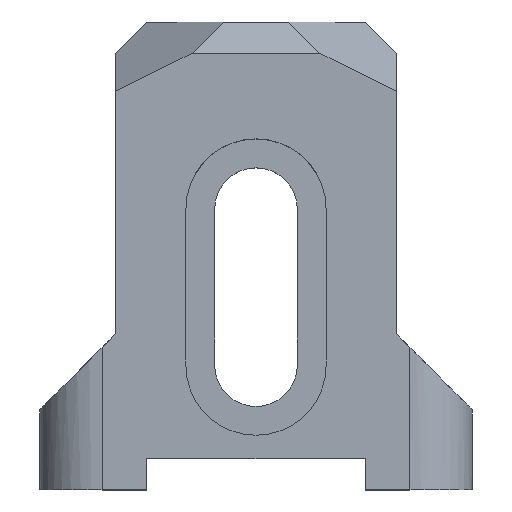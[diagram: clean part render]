
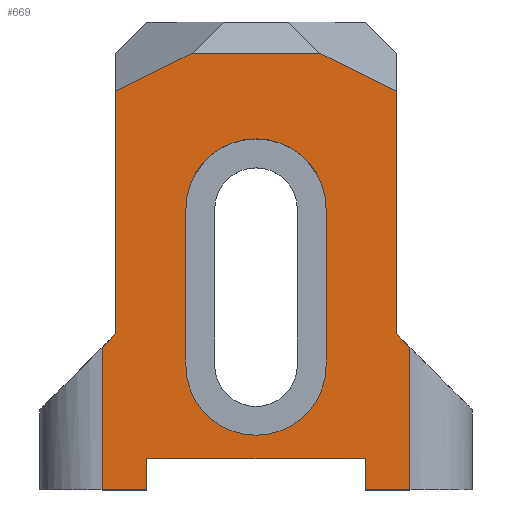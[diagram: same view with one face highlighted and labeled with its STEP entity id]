
A CAD part, top view. The second image highlights one B-rep face of the part: STEP entity #669.
In plain terms, the highlighted planar face has unit normal (0, 0, 1).
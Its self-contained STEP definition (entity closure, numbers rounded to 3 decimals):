
#23=FACE_BOUND('',#83,.T.);
#31=CIRCLE('',#725,4.5);
#32=CIRCLE('',#726,4.5);
#48=FACE_OUTER_BOUND('',#82,.T.);
#82=EDGE_LOOP('',(#458,#459,#460,#461,#462,#463,#464,#465,#466,#467,#468,
#469,#470,#471));
#83=EDGE_LOOP('',(#472,#473,#474,#475));
#123=LINE('',#997,#198);
#125=LINE('',#1001,#200);
#126=LINE('',#1003,#201);
#127=LINE('',#1005,#202);
#128=LINE('',#1007,#203);
#129=LINE('',#1009,#204);
#130=LINE('',#1011,#205);
#131=LINE('',#1013,#206);
#132=LINE('',#1015,#207);
#133=LINE('',#1017,#208);
#134=LINE('',#1019,#209);
#135=LINE('',#1021,#210);
#136=LINE('',#1023,#211);
#137=LINE('',#1024,#212);
#138=LINE('',#1027,#213);
#139=LINE('',#1031,#214);
#198=VECTOR('',#803,10.);
#200=VECTOR('',#807,10.);
#201=VECTOR('',#808,10.);
#202=VECTOR('',#809,10.);
#203=VECTOR('',#810,10.);
#204=VECTOR('',#811,10.);
#205=VECTOR('',#812,10.);
#206=VECTOR('',#813,10.);
#207=VECTOR('',#814,10.);
#208=VECTOR('',#815,10.);
#209=VECTOR('',#816,10.);
#210=VECTOR('',#817,10.);
#211=VECTOR('',#818,10.);
#212=VECTOR('',#819,10.);
#213=VECTOR('',#820,10.);
#214=VECTOR('',#823,10.);
#287=VERTEX_POINT('',#994);
#288=VERTEX_POINT('',#996);
#289=VERTEX_POINT('',#1000);
#290=VERTEX_POINT('',#1002);
#291=VERTEX_POINT('',#1004);
#292=VERTEX_POINT('',#1006);
#293=VERTEX_POINT('',#1008);
#294=VERTEX_POINT('',#1010);
#295=VERTEX_POINT('',#1012);
#296=VERTEX_POINT('',#1014);
#297=VERTEX_POINT('',#1016);
#298=VERTEX_POINT('',#1018);
#299=VERTEX_POINT('',#1020);
#300=VERTEX_POINT('',#1022);
#301=VERTEX_POINT('',#1025);
#302=VERTEX_POINT('',#1026);
#303=VERTEX_POINT('',#1028);
#304=VERTEX_POINT('',#1030);
#355=EDGE_CURVE('',#287,#288,#123,.T.);
#357=EDGE_CURVE('',#287,#289,#125,.T.);
#358=EDGE_CURVE('',#290,#289,#126,.T.);
#359=EDGE_CURVE('',#291,#290,#127,.T.);
#360=EDGE_CURVE('',#291,#292,#128,.T.);
#361=EDGE_CURVE('',#292,#293,#129,.T.);
#362=EDGE_CURVE('',#293,#294,#130,.T.);
#363=EDGE_CURVE('',#294,#295,#131,.T.);
#364=EDGE_CURVE('',#295,#296,#132,.T.);
#365=EDGE_CURVE('',#297,#296,#133,.T.);
#366=EDGE_CURVE('',#298,#297,#134,.T.);
#367=EDGE_CURVE('',#298,#299,#135,.T.);
#368=EDGE_CURVE('',#300,#299,#136,.T.);
#369=EDGE_CURVE('',#288,#300,#137,.T.);
#370=EDGE_CURVE('',#301,#302,#138,.T.);
#371=EDGE_CURVE('',#302,#303,#31,.T.);
#372=EDGE_CURVE('',#303,#304,#139,.T.);
#373=EDGE_CURVE('',#304,#301,#32,.T.);
#458=ORIENTED_EDGE('',*,*,#355,.F.);
#459=ORIENTED_EDGE('',*,*,#357,.T.);
#460=ORIENTED_EDGE('',*,*,#358,.F.);
#461=ORIENTED_EDGE('',*,*,#359,.F.);
#462=ORIENTED_EDGE('',*,*,#360,.T.);
#463=ORIENTED_EDGE('',*,*,#361,.T.);
#464=ORIENTED_EDGE('',*,*,#362,.T.);
#465=ORIENTED_EDGE('',*,*,#363,.T.);
#466=ORIENTED_EDGE('',*,*,#364,.T.);
#467=ORIENTED_EDGE('',*,*,#365,.F.);
#468=ORIENTED_EDGE('',*,*,#366,.F.);
#469=ORIENTED_EDGE('',*,*,#367,.T.);
#470=ORIENTED_EDGE('',*,*,#368,.F.);
#471=ORIENTED_EDGE('',*,*,#369,.F.);
#472=ORIENTED_EDGE('',*,*,#370,.T.);
#473=ORIENTED_EDGE('',*,*,#371,.T.);
#474=ORIENTED_EDGE('',*,*,#372,.T.);
#475=ORIENTED_EDGE('',*,*,#373,.T.);
#643=PLANE('',#724);
#669=ADVANCED_FACE('',(#48,#23),#643,.T.);
#724=AXIS2_PLACEMENT_3D('',#999,#805,#806);
#725=AXIS2_PLACEMENT_3D('',#1029,#821,#822);
#726=AXIS2_PLACEMENT_3D('',#1032,#824,#825);
#803=DIRECTION('',(0.894,0.447,0.));
#805=DIRECTION('center_axis',(0.,0.,1.));
#806=DIRECTION('ref_axis',(1.,0.,0.));
#807=DIRECTION('',(0.,-1.,0.));
#808=DIRECTION('',(0.707,0.707,0.));
#809=DIRECTION('',(0.,1.,0.));
#810=DIRECTION('',(1.,0.,0.));
#811=DIRECTION('',(0.,1.,0.));
#812=DIRECTION('',(1.,0.,0.));
#813=DIRECTION('',(0.,-1.,0.));
#814=DIRECTION('',(1.,0.,0.));
#815=DIRECTION('',(0.,-1.,0.));
#816=DIRECTION('',(0.707,-0.707,0.));
#817=DIRECTION('',(0.,1.,0.));
#818=DIRECTION('',(0.894,-0.447,0.));
#819=DIRECTION('',(1.,0.,0.));
#820=DIRECTION('',(0.,1.,0.));
#821=DIRECTION('center_axis',(0.,0.,-1.));
#822=DIRECTION('ref_axis',(1.,0.,0.));
#823=DIRECTION('',(0.,-1.,0.));
#824=DIRECTION('center_axis',(0.,0.,-1.));
#825=DIRECTION('ref_axis',(-1.,0.,0.));
#994=CARTESIAN_POINT('',(-9.,10.551,8.));
#996=CARTESIAN_POINT('',(-4.101,13.,8.));
#997=CARTESIAN_POINT('',(-4.47,12.815,8.));
#999=CARTESIAN_POINT('Origin',(0.,0.,8.));
#1000=CARTESIAN_POINT('',(-9.,-5.,8.));
#1001=CARTESIAN_POINT('',(-9.,15.,8.));
#1002=CARTESIAN_POINT('',(-9.875,-5.875,8.));
#1003=CARTESIAN_POINT('',(-6.719,-2.719,8.));
#1004=CARTESIAN_POINT('',(-9.875,-15.,8.));
#1005=CARTESIAN_POINT('',(-9.875,-2.5,8.));
#1006=CARTESIAN_POINT('',(-7.,-15.,8.));
#1007=CARTESIAN_POINT('',(-9.,-15.,8.));
#1008=CARTESIAN_POINT('',(-7.,-13.,8.));
#1009=CARTESIAN_POINT('',(-7.,-13.,8.));
#1010=CARTESIAN_POINT('',(7.,-13.,8.));
#1011=CARTESIAN_POINT('',(-7.,-13.,8.));
#1012=CARTESIAN_POINT('',(7.,-15.,8.));
#1013=CARTESIAN_POINT('',(7.,-13.,8.));
#1014=CARTESIAN_POINT('',(9.875,-15.,8.));
#1015=CARTESIAN_POINT('',(-9.,-15.,8.));
#1016=CARTESIAN_POINT('',(9.875,-5.875,8.));
#1017=CARTESIAN_POINT('',(9.875,-7.5,8.));
#1018=CARTESIAN_POINT('',(9.,-5.,8.));
#1019=CARTESIAN_POINT('',(6.719,-2.719,8.));
#1020=CARTESIAN_POINT('',(9.,10.551,8.));
#1021=CARTESIAN_POINT('',(9.,-15.,8.));
#1022=CARTESIAN_POINT('',(4.101,13.,8.));
#1023=CARTESIAN_POINT('',(5.37,12.365,8.));
#1024=CARTESIAN_POINT('',(4.5,13.,8.));
#1025=CARTESIAN_POINT('',(-4.5,-7.,8.));
#1026=CARTESIAN_POINT('',(-4.5,3.,8.));
#1027=CARTESIAN_POINT('',(-4.5,1.5,8.));
#1028=CARTESIAN_POINT('',(4.5,3.,8.));
#1029=CARTESIAN_POINT('Origin',(0.,3.,8.));
#1030=CARTESIAN_POINT('',(4.5,-7.,8.));
#1031=CARTESIAN_POINT('',(4.5,-3.5,8.));
#1032=CARTESIAN_POINT('Origin',(0.,-7.,8.));
